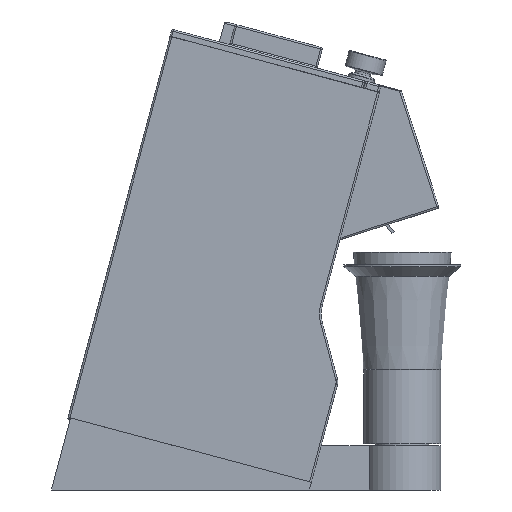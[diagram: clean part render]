
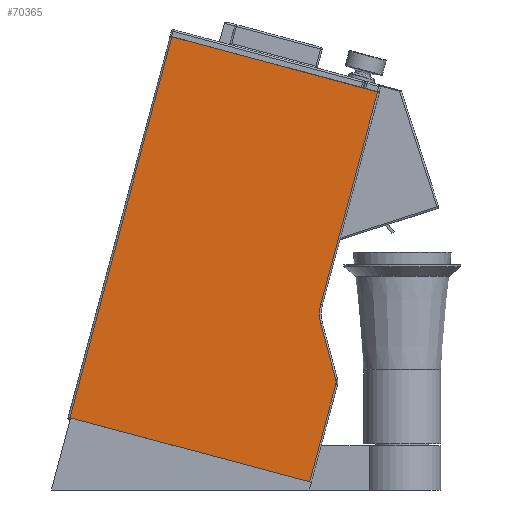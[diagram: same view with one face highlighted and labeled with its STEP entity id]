
A CAD part, left-side view. The second image highlights one B-rep face of the part: STEP entity #70365.
In plain terms, the highlighted planar face has unit normal (-1, 0, 0).
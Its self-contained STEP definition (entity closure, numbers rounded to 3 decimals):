
#4255=PLANE('',#74811);
#7877=FACE_OUTER_BOUND('',#11663,.T.);
#11663=EDGE_LOOP('',(#51299,#51300,#51301,#51302,#51303,#51304,#51305,#51306));
#15943=LINE('',#98550,#24327);
#15985=LINE('',#98806,#24369);
#15987=LINE('',#98819,#24371);
#15989=LINE('',#98828,#24373);
#15990=LINE('',#98831,#24374);
#15991=LINE('',#98832,#24375);
#24327=VECTOR('',#80327,10.);
#24369=VECTOR('',#80487,10.);
#24371=VECTOR('',#80503,10.);
#24373=VECTOR('',#80515,10.);
#24374=VECTOR('',#80518,10.);
#24375=VECTOR('',#80519,10.);
#32525=CIRCLE('',#74803,21.);
#32529=CIRCLE('',#74809,4.);
#33726=VERTEX_POINT('',#98547);
#33727=VERTEX_POINT('',#98549);
#33769=VERTEX_POINT('',#98803);
#33770=VERTEX_POINT('',#98805);
#33771=VERTEX_POINT('',#98809);
#33773=VERTEX_POINT('',#98815);
#33775=VERTEX_POINT('',#98821);
#33777=VERTEX_POINT('',#98830);
#40672=EDGE_CURVE('',#33726,#33727,#15943,.T.);
#40746=EDGE_CURVE('',#33769,#33770,#15985,.T.);
#40750=EDGE_CURVE('',#33770,#33771,#32525,.T.);
#40753=EDGE_CURVE('',#33771,#33773,#15987,.T.);
#40756=EDGE_CURVE('',#33773,#33775,#32529,.T.);
#40758=EDGE_CURVE('',#33775,#33726,#15989,.T.);
#40759=EDGE_CURVE('',#33769,#33777,#15990,.T.);
#40760=EDGE_CURVE('',#33777,#33727,#15991,.T.);
#51299=ORIENTED_EDGE('',*,*,#40758,.F.);
#51300=ORIENTED_EDGE('',*,*,#40756,.F.);
#51301=ORIENTED_EDGE('',*,*,#40753,.F.);
#51302=ORIENTED_EDGE('',*,*,#40750,.F.);
#51303=ORIENTED_EDGE('',*,*,#40746,.F.);
#51304=ORIENTED_EDGE('',*,*,#40759,.T.);
#51305=ORIENTED_EDGE('',*,*,#40760,.T.);
#51306=ORIENTED_EDGE('',*,*,#40672,.F.);
#70365=ADVANCED_FACE('',(#7877),#4255,.T.);
#74803=AXIS2_PLACEMENT_3D('',#98813,#80496,#80497);
#74809=AXIS2_PLACEMENT_3D('',#98825,#80510,#80511);
#74811=AXIS2_PLACEMENT_3D('',#98829,#80516,#80517);
#80327=DIRECTION('',(0.,1.,0.));
#80487=DIRECTION('',(0.,0.,-1.));
#80496=DIRECTION('center_axis',(-1.,0.,0.));
#80497=DIRECTION('ref_axis',(0.,0.966,-0.259));
#80503=DIRECTION('',(0.,-0.5,-0.866));
#80510=DIRECTION('center_axis',(1.,0.,0.));
#80511=DIRECTION('ref_axis',(0.,-0.966,0.259));
#80515=DIRECTION('',(0.,0.,-1.));
#80516=DIRECTION('center_axis',(-1.,0.,0.));
#80517=DIRECTION('ref_axis',(0.,1.,0.));
#80518=DIRECTION('',(0.,1.,0.));
#80519=DIRECTION('',(0.,0.,-1.));
#98547=CARTESIAN_POINT('',(-60.,-82.25,-223.));
#98549=CARTESIAN_POINT('',(-60.,58.75,-223.));
#98550=CARTESIAN_POINT('',(-60.,-83.25,-223.));
#98803=CARTESIAN_POINT('',(-60.,-62.25,2.));
#98805=CARTESIAN_POINT('',(-60.,-62.25,-123.));
#98806=CARTESIAN_POINT('',(-60.,-62.25,2.));
#98809=CARTESIAN_POINT('',(-60.,-65.063,-133.5));
#98813=CARTESIAN_POINT('Origin',(-60.,-83.25,-123.));
#98815=CARTESIAN_POINT('',(-60.,-81.714,-162.34));
#98819=CARTESIAN_POINT('',(-60.,-26.16,-66.118));
#98821=CARTESIAN_POINT('',(-60.,-82.25,-164.34));
#98825=CARTESIAN_POINT('Origin',(-60.,-78.25,-164.34));
#98828=CARTESIAN_POINT('',(-60.,-82.25,-110.5));
#98829=CARTESIAN_POINT('Origin',(-60.,-62.25,2.));
#98830=CARTESIAN_POINT('',(-60.,58.75,2.));
#98831=CARTESIAN_POINT('',(-60.,-62.25,2.));
#98832=CARTESIAN_POINT('',(-60.,58.75,2.));
